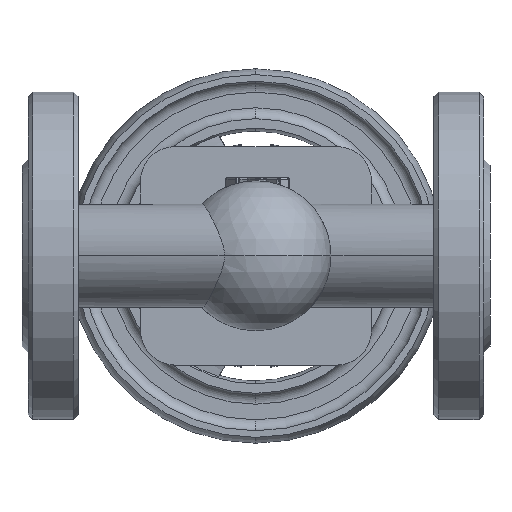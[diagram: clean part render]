
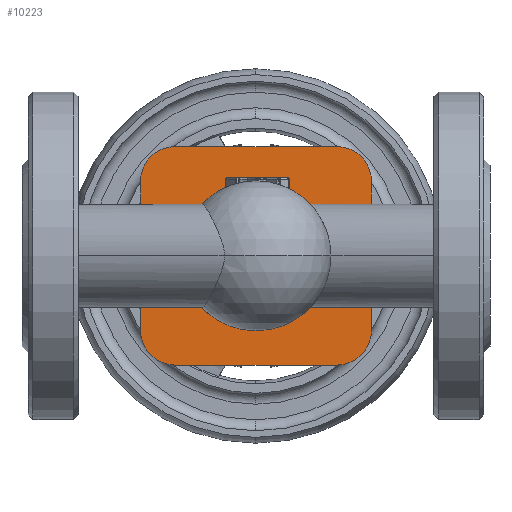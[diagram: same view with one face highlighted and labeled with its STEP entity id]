
A CAD part, front view. The second image highlights one B-rep face of the part: STEP entity #10223.
In plain terms, the highlighted planar face has unit normal (0, -1, 0).
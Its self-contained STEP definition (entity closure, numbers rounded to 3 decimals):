
#232 = CARTESIAN_POINT ( 'NONE',  ( 37., 30., 35. ) ) ;
#444 = VECTOR ( 'NONE', #1555, 1000. ) ;
#717 = AXIS2_PLACEMENT_3D ( 'NONE', #6677, #18164, #8296 ) ;
#1555 = DIRECTION ( 'NONE',  ( -1., 0., 0. ) ) ;
#2203 = FACE_BOUND ( 'NONE', #16311, .T. ) ;
#2357 = LINE ( 'NONE', #232, #6734 ) ;
#2533 = VECTOR ( 'NONE', #6686, 1000. ) ;
#2683 = LINE ( 'NONE', #19217, #6544 ) ;
#2725 = DIRECTION ( 'NONE',  ( 0., -1., 0. ) ) ;
#2813 = CARTESIAN_POINT ( 'NONE',  ( 0., 30., 0. ) ) ;
#2970 = EDGE_CURVE ( 'NONE', #18499, #12959, #10995, .T. ) ;
#2975 = CARTESIAN_POINT ( 'NONE',  ( 0., 30., 0. ) ) ;
#3105 = EDGE_CURVE ( 'NONE', #9778, #12959, #7412, .T. ) ;
#3173 = ORIENTED_EDGE ( 'NONE', *, *, #15482, .T. ) ;
#3196 = CARTESIAN_POINT ( 'NONE',  ( 27.638, 30., 5.586 ) ) ;
#3224 = CARTESIAN_POINT ( 'NONE',  ( 37., 30., -35. ) ) ;
#3382 = CARTESIAN_POINT ( 'NONE',  ( 37., 30., 35. ) ) ;
#3542 = AXIS2_PLACEMENT_3D ( 'NONE', #16945, #7112, #18605 ) ;
#4083 = ORIENTED_EDGE ( 'NONE', *, *, #16308, .T. ) ;
#4471 = DIRECTION ( 'NONE',  ( -1., 0., 0. ) ) ;
#4539 = CARTESIAN_POINT ( 'NONE',  ( 30.239, 30., -2.839 ) ) ;
#5178 = CARTESIAN_POINT ( 'NONE',  ( 37., 30., 24. ) ) ;
#5388 = DIRECTION ( 'NONE',  ( 0., 0., -1. ) ) ;
#5424 = DIRECTION ( 'NONE',  ( 0., -1., 0. ) ) ;
#5429 = ORIENTED_EDGE ( 'NONE', *, *, #2970, .T. ) ;
#6024 = CARTESIAN_POINT ( 'NONE',  ( -24., 30., 0. ) ) ;
#6137 = DIRECTION ( 'NONE',  ( -1., 0., 0. ) ) ;
#6200 = VERTEX_POINT ( 'NONE', #8805 ) ;
#6224 = CARTESIAN_POINT ( 'NONE',  ( -37., 30., 24. ) ) ;
#6266 = DIRECTION ( 'NONE',  ( 0., 1., 0. ) ) ;
#6487 = CARTESIAN_POINT ( 'NONE',  ( 30.239, 30., 0. ) ) ;
#6544 = VECTOR ( 'NONE', #9334, 1000. ) ;
#6673 = ORIENTED_EDGE ( 'NONE', *, *, #8367, .F. ) ;
#6677 = CARTESIAN_POINT ( 'NONE',  ( 26., 30., -24. ) ) ;
#6686 = DIRECTION ( 'NONE',  ( 1., 0., 0. ) ) ;
#6734 = VECTOR ( 'NONE', #5388, 1000. ) ;
#7112 = DIRECTION ( 'NONE',  ( 0., -1., 0. ) ) ;
#7312 =( BOUNDED_CURVE ( )  B_SPLINE_CURVE ( 3, ( #11364, #3196, #16335, #6487 ),
 .UNSPECIFIED., .F., .T. ) 
 B_SPLINE_CURVE_WITH_KNOTS ( ( 4, 4 ),
 ( 2.631, 3.142 ),
 .UNSPECIFIED. ) 
 CURVE ( )  GEOMETRIC_REPRESENTATION_ITEM ( )  RATIONAL_B_SPLINE_CURVE ( ( 1., 0.978, 0.978, 1. ) ) 
 REPRESENTATION_ITEM ( '' )  );
#7412 = LINE ( 'NONE', #3382, #2533 ) ;
#7820 = CARTESIAN_POINT ( 'NONE',  ( 22.605, 30., -8.063 ) ) ;
#7821 = EDGE_LOOP ( 'NONE', ( #12236, #17086, #6673, #4083, #20395, #5429, #13784, #13568 ) ) ;
#8182 = VERTEX_POINT ( 'NONE', #10745 ) ;
#8296 = DIRECTION ( 'NONE',  ( -1., 0., 0. ) ) ;
#8367 = EDGE_CURVE ( 'NONE', #6200, #20212, #17953, .T. ) ;
#8805 = CARTESIAN_POINT ( 'NONE',  ( 26., 30., -35. ) ) ;
#9334 = DIRECTION ( 'NONE',  ( 0., 0., 1. ) ) ;
#9568 = CARTESIAN_POINT ( 'NONE',  ( 37., 30., -24. ) ) ;
#9770 = AXIS2_PLACEMENT_3D ( 'NONE', #2813, #14284, #4471 ) ;
#9778 = VERTEX_POINT ( 'NONE', #16985 ) ;
#10223 = ADVANCED_FACE ( 'NONE', ( #10921, #2203 ), #19349, .F. ) ;
#10745 = CARTESIAN_POINT ( 'NONE',  ( -37., 30., -24. ) ) ;
#10921 = FACE_OUTER_BOUND ( 'NONE', #7821, .T. ) ;
#10922 = DIRECTION ( 'NONE',  ( 0., -1., 0. ) ) ;
#10995 = CIRCLE ( 'NONE', #17927, 11. ) ;
#11165 = EDGE_CURVE ( 'NONE', #18664, #18172, #20939, .T. ) ;
#11364 = CARTESIAN_POINT ( 'NONE',  ( 22.605, 30., 8.063 ) ) ;
#11375 = CARTESIAN_POINT ( 'NONE',  ( -26., 30., -35. ) ) ;
#11702 = ORIENTED_EDGE ( 'NONE', *, *, #18721, .T. ) ;
#11705 = VERTEX_POINT ( 'NONE', #6224 ) ;
#12236 = ORIENTED_EDGE ( 'NONE', *, *, #17967, .F. ) ;
#12302 = CIRCLE ( 'NONE', #16630, 11. ) ;
#12547 = CARTESIAN_POINT ( 'NONE',  ( -26., 30., -24. ) ) ;
#12826 = ORIENTED_EDGE ( 'NONE', *, *, #13542, .F. ) ;
#12959 = VERTEX_POINT ( 'NONE', #15043 ) ;
#13324 = CARTESIAN_POINT ( 'NONE',  ( 22.605, 30., -8.063 ) ) ;
#13542 = EDGE_CURVE ( 'NONE', #19083, #18664, #17116, .T. ) ;
#13568 = ORIENTED_EDGE ( 'NONE', *, *, #18584, .T. ) ;
#13744 = CIRCLE ( 'NONE', #3542, 11. ) ;
#13784 = ORIENTED_EDGE ( 'NONE', *, *, #3105, .F. ) ;
#14201 = DIRECTION ( 'NONE',  ( -1., 0., 0. ) ) ;
#14284 = DIRECTION ( 'NONE',  ( 0., -1., 0. ) ) ;
#14468 = AXIS2_PLACEMENT_3D ( 'NONE', #2975, #6266, #17787 ) ;
#14585 = EDGE_CURVE ( 'NONE', #18499, #21274, #2357, .T. ) ;
#14590 = ORIENTED_EDGE ( 'NONE', *, *, #11165, .F. ) ;
#15043 = CARTESIAN_POINT ( 'NONE',  ( 26., 30., 35. ) ) ;
#15273 = CARTESIAN_POINT ( 'NONE',  ( 0., 30., 0. ) ) ;
#15482 = EDGE_CURVE ( 'NONE', #19083, #18060, #7312, .T. ) ;
#16308 = EDGE_CURVE ( 'NONE', #6200, #21274, #18955, .T. ) ;
#16311 = EDGE_LOOP ( 'NONE', ( #12826, #3173, #11702, #14590 ) ) ;
#16335 = CARTESIAN_POINT ( 'NONE',  ( 30.239, 30., 2.839 ) ) ;
#16630 = AXIS2_PLACEMENT_3D ( 'NONE', #12547, #2725, #14201 ) ;
#16920 = DIRECTION ( 'NONE',  ( -1., 0., 0. ) ) ;
#16945 = CARTESIAN_POINT ( 'NONE',  ( -26., 30., 24. ) ) ;
#16985 = CARTESIAN_POINT ( 'NONE',  ( -26., 30., 35. ) ) ;
#16995 = CARTESIAN_POINT ( 'NONE',  ( 22.605, 30., 8.063 ) ) ;
#17086 = ORIENTED_EDGE ( 'NONE', *, *, #21134, .T. ) ;
#17116 = CIRCLE ( 'NONE', #21245, 24. ) ;
#17543 = CARTESIAN_POINT ( 'NONE',  ( 30.239, 30., 0. ) ) ;
#17685 = CARTESIAN_POINT ( 'NONE',  ( 27.638, 30., -5.586 ) ) ;
#17787 = DIRECTION ( 'NONE',  ( -1., 0., 0. ) ) ;
#17927 = AXIS2_PLACEMENT_3D ( 'NONE', #19575, #10922, #6137 ) ;
#17939 = CARTESIAN_POINT ( 'NONE',  ( 30.239, 30., 0. ) ) ;
#17953 = LINE ( 'NONE', #3224, #444 ) ;
#17967 = EDGE_CURVE ( 'NONE', #8182, #11705, #2683, .T. ) ;
#18060 = VERTEX_POINT ( 'NONE', #17939 ) ;
#18164 = DIRECTION ( 'NONE',  ( 0., -1., 0. ) ) ;
#18172 = VERTEX_POINT ( 'NONE', #13324 ) ;
#18499 = VERTEX_POINT ( 'NONE', #5178 ) ;
#18584 = EDGE_CURVE ( 'NONE', #9778, #11705, #13744, .T. ) ;
#18605 = DIRECTION ( 'NONE',  ( -1., 0., 0. ) ) ;
#18664 = VERTEX_POINT ( 'NONE', #6024 ) ;
#18721 = EDGE_CURVE ( 'NONE', #18060, #18172, #20272, .T. ) ;
#18955 = CIRCLE ( 'NONE', #717, 11. ) ;
#19083 = VERTEX_POINT ( 'NONE', #16995 ) ;
#19217 = CARTESIAN_POINT ( 'NONE',  ( -37., 30., 35. ) ) ;
#19349 = PLANE ( 'NONE',  #14468 ) ;
#19575 = CARTESIAN_POINT ( 'NONE',  ( 26., 30., 24. ) ) ;
#20212 = VERTEX_POINT ( 'NONE', #11375 ) ;
#20272 =( BOUNDED_CURVE ( )  B_SPLINE_CURVE ( 3, ( #17543, #4539, #17685, #7820 ),
 .UNSPECIFIED., .F., .T. ) 
 B_SPLINE_CURVE_WITH_KNOTS ( ( 4, 4 ),
 ( 3.142, 3.652 ),
 .UNSPECIFIED. ) 
 CURVE ( )  GEOMETRIC_REPRESENTATION_ITEM ( )  RATIONAL_B_SPLINE_CURVE ( ( 1., 0.978, 0.978, 1. ) ) 
 REPRESENTATION_ITEM ( '' )  );
#20395 = ORIENTED_EDGE ( 'NONE', *, *, #14585, .F. ) ;
#20939 = CIRCLE ( 'NONE', #9770, 24. ) ;
#21134 = EDGE_CURVE ( 'NONE', #8182, #20212, #12302, .T. ) ;
#21245 = AXIS2_PLACEMENT_3D ( 'NONE', #15273, #5424, #16920 ) ;
#21274 = VERTEX_POINT ( 'NONE', #9568 ) ;
